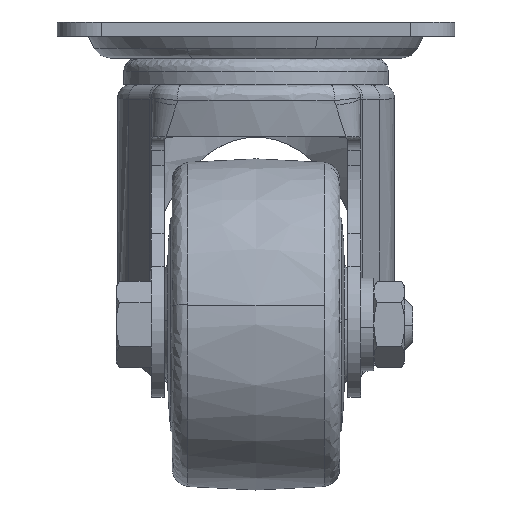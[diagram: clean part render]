
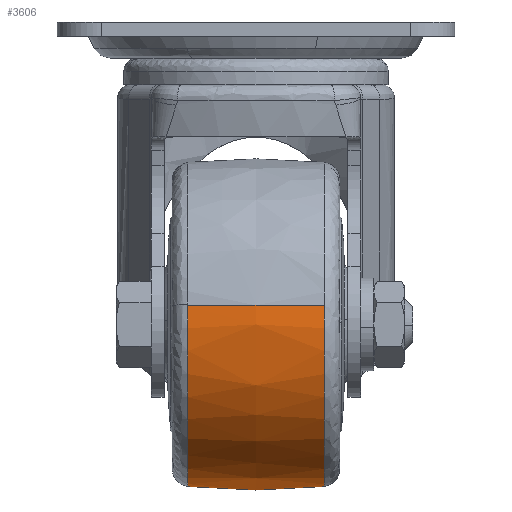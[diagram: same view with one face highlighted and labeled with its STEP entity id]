
A CAD part, left-side view. The second image highlights one B-rep face of the part: STEP entity #3606.
In plain terms, the highlighted free-form (B-spline) face has degree [2, 2] with [3, 9] control points.
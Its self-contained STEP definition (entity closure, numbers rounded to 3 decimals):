
#2958=CARTESIAN_POINT('',(0.0,15.411,-31.794));
#2959=VERTEX_POINT('',#2958);
#2973=CARTESIAN_POINT('',(36.417,15.411,-73.101));
#2974=VERTEX_POINT('',#2973);
#2975=CARTESIAN_POINT('',(36.417,15.411,-73.101));
#2976=CARTESIAN_POINT('',(36.706,15.411,-70.809));
#2977=CARTESIAN_POINT('',(36.706,15.411,-68.5));
#2978=CARTESIAN_POINT('',(36.706,15.411,-31.794));
#2979=CARTESIAN_POINT('',(0.0,15.411,-31.794));
#2987=(BOUNDED_CURVE()B_SPLINE_CURVE(2,(#2975,#2976,#2977,#2978,#2979),.UNSPECIFIED.,.F.,.U.)B_SPLINE_CURVE_WITH_KNOTS((3,2,3),(0.228,0.25,0.5),.UNSPECIFIED.)CURVE()GEOMETRIC_REPRESENTATION_ITEM()RATIONAL_B_SPLINE_CURVE((0.954,0.975,1.0,0.707,1.0))REPRESENTATION_ITEM(''));
#2988=EDGE_CURVE('',#2974,#2959,#2987,.T.);
#3045=CARTESIAN_POINT('',(0.0,15.411,-105.206));
#3046=VERTEX_POINT('',#3045);
#3047=CARTESIAN_POINT('',(0.0,15.411,-105.206));
#3048=CARTESIAN_POINT('',(32.361,15.411,-105.206));
#3049=CARTESIAN_POINT('',(36.417,15.411,-73.101));
#3057=(BOUNDED_CURVE()B_SPLINE_CURVE(2,(#3047,#3048,#3049),.UNSPECIFIED.,.F.,.U.)B_SPLINE_CURVE_WITH_KNOTS((3,3),(0.0,0.228),.UNSPECIFIED.)CURVE()GEOMETRIC_REPRESENTATION_ITEM()RATIONAL_B_SPLINE_CURVE((1.0,0.733,0.954))REPRESENTATION_ITEM(''));
#3058=EDGE_CURVE('',#3046,#2974,#3057,.T.);
#3060=CARTESIAN_POINT('',(-36.461,15.411,-64.262));
#3061=VERTEX_POINT('',#3060);
#3062=CARTESIAN_POINT('',(-36.461,15.411,-64.262));
#3063=CARTESIAN_POINT('',(-36.706,15.411,-66.374));
#3064=CARTESIAN_POINT('',(-36.706,15.411,-68.5));
#3065=CARTESIAN_POINT('',(-36.706,15.411,-105.206));
#3066=CARTESIAN_POINT('',(0.0,15.411,-105.206));
#3074=(BOUNDED_CURVE()B_SPLINE_CURVE(2,(#3062,#3063,#3064,#3065,#3066),.UNSPECIFIED.,.F.,.U.)B_SPLINE_CURVE_WITH_KNOTS((3,2,3),(0.73,0.75,1.0),.UNSPECIFIED.)CURVE()GEOMETRIC_REPRESENTATION_ITEM()RATIONAL_B_SPLINE_CURVE((0.957,0.977,1.0,0.707,1.0))REPRESENTATION_ITEM(''));
#3075=EDGE_CURVE('',#3061,#3046,#3074,.T.);
#3126=CARTESIAN_POINT('',(10.002,-15.411,-103.817));
#3127=VERTEX_POINT('',#3126);
#3128=CARTESIAN_POINT('',(36.521,-15.411,-64.816));
#3129=VERTEX_POINT('',#3128);
#3130=CARTESIAN_POINT('',(10.002,-15.411,-103.817));
#3131=CARTESIAN_POINT('',(36.706,-15.411,-96.255));
#3132=CARTESIAN_POINT('',(36.706,-15.411,-68.5));
#3133=CARTESIAN_POINT('',(36.706,-15.411,-66.653));
#3134=CARTESIAN_POINT('',(36.521,-15.411,-64.816));
#3142=(BOUNDED_CURVE()B_SPLINE_CURVE(2,(#3130,#3131,#3132,#3133,#3134),.UNSPECIFIED.,.F.,.U.)B_SPLINE_CURVE_WITH_KNOTS((3,2,3),(0.046,0.25,0.267),.UNSPECIFIED.)CURVE()GEOMETRIC_REPRESENTATION_ITEM()RATIONAL_B_SPLINE_CURVE((0.911,0.761,1.0,0.98,0.962))REPRESENTATION_ITEM(''));
#3143=EDGE_CURVE('',#3127,#3129,#3142,.T.);
#3228=CARTESIAN_POINT('',(0.0,-15.411,-105.206));
#3229=VERTEX_POINT('',#3228);
#3230=CARTESIAN_POINT('',(0.0,-15.411,-105.206));
#3231=CARTESIAN_POINT('',(5.097,-15.411,-105.206));
#3232=CARTESIAN_POINT('',(10.002,-15.411,-103.817));
#3240=(BOUNDED_CURVE()B_SPLINE_CURVE(2,(#3230,#3231,#3232),.UNSPECIFIED.,.F.,.U.)B_SPLINE_CURVE_WITH_KNOTS((3,3),(0.0,0.046),.UNSPECIFIED.)CURVE()GEOMETRIC_REPRESENTATION_ITEM()RATIONAL_B_SPLINE_CURVE((1.0,0.946,0.911))REPRESENTATION_ITEM(''));
#3241=EDGE_CURVE('',#3229,#3127,#3240,.T.);
#3290=CARTESIAN_POINT('',(0.0,-15.411,-31.794));
#3291=VERTEX_POINT('',#3290);
#3292=CARTESIAN_POINT('',(36.521,-15.411,-64.816));
#3293=CARTESIAN_POINT('',(33.19,-15.411,-31.794));
#3294=CARTESIAN_POINT('',(0.0,-15.411,-31.794));
#3302=(BOUNDED_CURVE()B_SPLINE_CURVE(2,(#3292,#3293,#3294),.UNSPECIFIED.,.F.,.U.)B_SPLINE_CURVE_WITH_KNOTS((3,3),(0.267,0.5),.UNSPECIFIED.)CURVE()GEOMETRIC_REPRESENTATION_ITEM()RATIONAL_B_SPLINE_CURVE((0.962,0.728,1.0))REPRESENTATION_ITEM(''));
#3303=EDGE_CURVE('',#3129,#3291,#3302,.T.);
#3305=CARTESIAN_POINT('',(-36.461,-15.411,-64.262));
#3306=VERTEX_POINT('',#3305);
#3320=CARTESIAN_POINT('',(-36.461,-15.411,-64.262));
#3321=CARTESIAN_POINT('',(-36.706,-15.411,-66.374));
#3322=CARTESIAN_POINT('',(-36.706,-15.411,-68.5));
#3323=CARTESIAN_POINT('',(-36.706,-15.411,-105.206));
#3324=CARTESIAN_POINT('',(0.0,-15.411,-105.206));
#3332=(BOUNDED_CURVE()B_SPLINE_CURVE(2,(#3320,#3321,#3322,#3323,#3324),.UNSPECIFIED.,.F.,.U.)B_SPLINE_CURVE_WITH_KNOTS((3,2,3),(0.73,0.75,1.0),.UNSPECIFIED.)CURVE()GEOMETRIC_REPRESENTATION_ITEM()RATIONAL_B_SPLINE_CURVE((0.957,0.977,1.0,0.707,1.0))REPRESENTATION_ITEM(''));
#3333=EDGE_CURVE('',#3306,#3229,#3332,.T.);
#3536=CARTESIAN_POINT('',(-36.296,-16.941,-64.281));
#3537=CARTESIAN_POINT('',(-38.209,0.,-64.059));
#3538=CARTESIAN_POINT('',(-36.296,16.941,-64.281));
#3539=CARTESIAN_POINT('',(-36.54,-16.941,-66.383));
#3540=CARTESIAN_POINT('',(-38.466,0.,-66.272));
#3541=CARTESIAN_POINT('',(-36.54,16.941,-66.383));
#3542=CARTESIAN_POINT('',(-36.54,-16.941,-68.5));
#3543=CARTESIAN_POINT('',(-38.466,0.,-68.5));
#3544=CARTESIAN_POINT('',(-36.54,16.941,-68.5));
#3545=CARTESIAN_POINT('',(-36.54,-16.941,-105.04));
#3546=CARTESIAN_POINT('',(-38.466,0.,-106.966));
#3547=CARTESIAN_POINT('',(-36.54,16.941,-105.04));
#3548=CARTESIAN_POINT('',(0.0,-16.941,-105.04));
#3549=CARTESIAN_POINT('',(0.0,0.,-106.966));
#3550=CARTESIAN_POINT('',(0.0,16.941,-105.04));
#3551=CARTESIAN_POINT('',(36.54,-16.941,-105.04));
#3552=CARTESIAN_POINT('',(38.466,0.,-106.966));
#3553=CARTESIAN_POINT('',(36.54,16.941,-105.04));
#3554=CARTESIAN_POINT('',(36.54,-16.941,-68.5));
#3555=CARTESIAN_POINT('',(38.466,0.,-68.5));
#3556=CARTESIAN_POINT('',(36.54,16.941,-68.5));
#3557=CARTESIAN_POINT('',(36.54,-16.941,-31.96));
#3558=CARTESIAN_POINT('',(38.466,0.,-30.034));
#3559=CARTESIAN_POINT('',(36.54,16.941,-31.96));
#3560=CARTESIAN_POINT('',(0.0,-16.941,-31.96));
#3561=CARTESIAN_POINT('',(0.0,0.,-30.034));
#3562=CARTESIAN_POINT('',(0.0,16.941,-31.96));
#3570=(BOUNDED_SURFACE()B_SPLINE_SURFACE(2,2,((#3536,#3539,#3542,#3545,#3548,#3551,#3554,#3557,#3560),(#3537,#3540,#3543,#3546,#3549,#3552,#3555,#3558,#3561),(#3538,#3541,#3544,#3547,#3550,#3553,#3556,#3559,#3562)),.UNSPECIFIED.,.F.,.F.,.U.)B_SPLINE_SURFACE_WITH_KNOTS((3,3),(3,2,2,2,3),(0.0,33.991),(0.0,4.971,67.103,129.235,191.367),.UNSPECIFIED.)GEOMETRIC_REPRESENTATION_ITEM()RATIONAL_B_SPLINE_SURFACE(((0.84,0.857,0.878,0.621,0.878,0.621,0.878,0.621,0.878),(0.835,0.852,0.872,0.617,0.872,0.617,0.872,0.617,0.872),(0.84,0.857,0.878,0.621,0.878,0.621,0.878,0.621,0.878)))REPRESENTATION_ITEM('')SURFACE());
#3571=ORIENTED_EDGE('',*,*,#3075,.T.);
#3572=ORIENTED_EDGE('',*,*,#3058,.T.);
#3573=ORIENTED_EDGE('',*,*,#2988,.T.);
#3574=CARTESIAN_POINT('',(0.0,-15.411,-31.794));
#3575=CARTESIAN_POINT('',(0.0,0.,-30.202));
#3576=CARTESIAN_POINT('',(0.0,15.411,-31.794));
#3584=(BOUNDED_CURVE()B_SPLINE_CURVE(2,(#3574,#3575,#3576),.UNSPECIFIED.,.F.,.U.)B_SPLINE_CURVE_WITH_KNOTS((3,3),(0.432,0.568),.UNSPECIFIED.)CURVE()GEOMETRIC_REPRESENTATION_ITEM()RATIONAL_B_SPLINE_CURVE((0.877,0.873,0.877))REPRESENTATION_ITEM(''));
#3585=EDGE_CURVE('',#3291,#2959,#3584,.T.);
#3586=ORIENTED_EDGE('',*,*,#3585,.F.);
#3587=ORIENTED_EDGE('',*,*,#3303,.F.);
#3588=ORIENTED_EDGE('',*,*,#3143,.F.);
#3589=ORIENTED_EDGE('',*,*,#3241,.F.);
#3590=ORIENTED_EDGE('',*,*,#3333,.F.);
#3591=CARTESIAN_POINT('',(-36.461,-15.411,-64.262));
#3592=CARTESIAN_POINT('',(-38.042,0.,-64.078));
#3593=CARTESIAN_POINT('',(-36.461,15.411,-64.262));
#3601=(BOUNDED_CURVE()B_SPLINE_CURVE(2,(#3591,#3592,#3593),.UNSPECIFIED.,.F.,.U.)B_SPLINE_CURVE_WITH_KNOTS((3,3),(0.432,0.568),.UNSPECIFIED.)CURVE()GEOMETRIC_REPRESENTATION_ITEM()RATIONAL_B_SPLINE_CURVE((0.839,0.835,0.839))REPRESENTATION_ITEM(''));
#3602=EDGE_CURVE('',#3306,#3061,#3601,.T.);
#3603=ORIENTED_EDGE('',*,*,#3602,.T.);
#3604=EDGE_LOOP('',(#3571,#3572,#3573,#3586,#3587,#3588,#3589,#3590,#3603));
#3605=FACE_OUTER_BOUND('',#3604,.T.);
#3606=ADVANCED_FACE('',(#3605),#3570,.T.);
